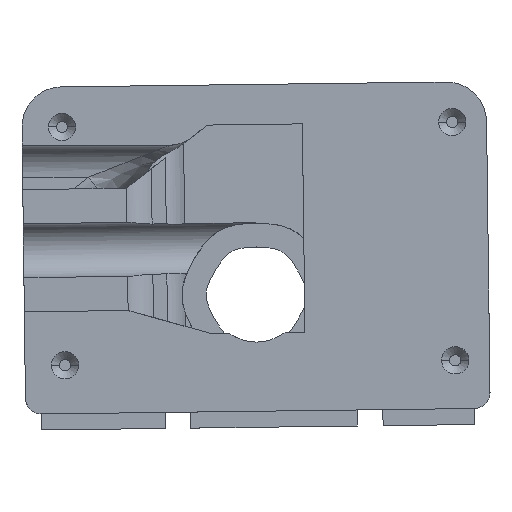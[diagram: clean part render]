
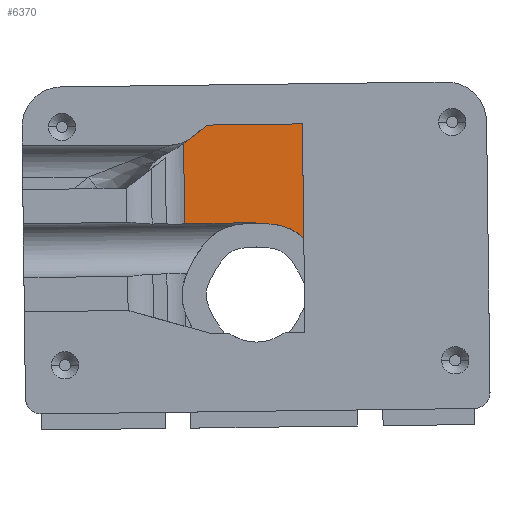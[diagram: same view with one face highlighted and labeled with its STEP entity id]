
A CAD part, front view. The second image highlights one B-rep face of the part: STEP entity #6370.
In plain terms, the highlighted face is planar.
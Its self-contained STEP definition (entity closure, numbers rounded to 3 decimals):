
#41 = CARTESIAN_POINT ( 'NONE',  ( 1.031, 2.513, 12.75 ) ) ;
#236 = CARTESIAN_POINT ( 'NONE',  ( 0.298, 0.506, 12.75 ) ) ;
#446 = EDGE_CURVE ( 'NONE', #3407, #3136, #1010, .T. ) ;
#882 = VECTOR ( 'NONE', #4801, 1000. ) ;
#1010 = B_SPLINE_CURVE_WITH_KNOTS ( 'NONE', 3,
 ( #1823, #4208, #5509, #4323 ),
 .UNSPECIFIED., .F., .F.,
 ( 4, 4 ),
 ( 0.498, 0.5 ),
 .UNSPECIFIED. ) ;
#1070 = ORIENTED_EDGE ( 'NONE', *, *, #2379, .T. ) ;
#1078 = ORIENTED_EDGE ( 'NONE', *, *, #4931, .F. ) ;
#1103 = DIRECTION ( 'NONE',  ( 0.013, -1., 0. ) ) ;
#1249 = VECTOR ( 'NONE', #2036, 1000. ) ;
#1265 = FACE_OUTER_BOUND ( 'NONE', #5639, .T. ) ;
#1536 = EDGE_CURVE ( 'NONE', #3078, #6961, #3154, .T. ) ;
#1674 = CARTESIAN_POINT ( 'NONE',  ( 4.379, 3.689, 12.75 ) ) ;
#1689 = CARTESIAN_POINT ( 'NONE',  ( -2.993, -0.533, 12.75 ) ) ;
#1820 = CARTESIAN_POINT ( 'NONE',  ( -2.116, 8.779, 12.75 ) ) ;
#1823 = CARTESIAN_POINT ( 'NONE',  ( -0.11, 8.658, 12.75 ) ) ;
#2010 = EDGE_CURVE ( 'NONE', #3246, #6146, #7056, .T. ) ;
#2026 = CARTESIAN_POINT ( 'NONE',  ( -2.93, 9.43, 12.75 ) ) ;
#2036 = DIRECTION ( 'NONE',  ( -0.789, -0.615, 0. ) ) ;
#2151 = CARTESIAN_POINT ( 'NONE',  ( -0.167, 8.658, 12.75 ) ) ;
#2340 = CARTESIAN_POINT ( 'NONE',  ( -0.11, 8.658, 12.75 ) ) ;
#2379 = EDGE_CURVE ( 'NONE', #3136, #3246, #2778, .T. ) ;
#2411 = CARTESIAN_POINT ( 'NONE',  ( -0.998, 8.658, 12.75 ) ) ;
#2644 = CARTESIAN_POINT ( 'NONE',  ( -3.122, 9.622, 12.75 ) ) ;
#2778 = B_SPLINE_CURVE_WITH_KNOTS ( 'NONE', 3,
 ( #4312, #2411, #1820, #2026, #2644 ),
 .UNSPECIFIED., .F., .F.,
 ( 4, 1, 4 ),
 ( 0.5, 0.583, 0.612 ),
 .UNSPECIFIED. ) ;
#2847 = CARTESIAN_POINT ( 'NONE',  ( -0.195, 15.398, 12.75 ) ) ;
#3054 = EDGE_CURVE ( 'NONE', #6146, #3921, #5395, .T. ) ;
#3078 = VERTEX_POINT ( 'NONE', #5673 ) ;
#3136 = VERTEX_POINT ( 'NONE', #2151 ) ;
#3154 = LINE ( 'NONE', #3232, #5972 ) ;
#3207 = LINE ( 'NONE', #236, #1249 ) ;
#3232 = CARTESIAN_POINT ( 'NONE',  ( 4.448, -1.742, 12.75 ) ) ;
#3246 = VERTEX_POINT ( 'NONE', #6035 ) ;
#3329 = LINE ( 'NONE', #2847, #6276 ) ;
#3407 = VERTEX_POINT ( 'NONE', #2340 ) ;
#3440 = DIRECTION ( 'NONE',  ( -0.013, 1., 0. ) ) ;
#3618 = PLANE ( 'NONE',  #7151 ) ;
#3733 = DIRECTION ( 'NONE',  ( 0.013, -1., 0. ) ) ;
#3789 = ORIENTED_EDGE ( 'NONE', *, *, #3054, .T. ) ;
#3921 = VERTEX_POINT ( 'NONE', #4379 ) ;
#4208 = CARTESIAN_POINT ( 'NONE',  ( -0.129, 8.658, 12.75 ) ) ;
#4312 = CARTESIAN_POINT ( 'NONE',  ( -0.167, 8.658, 12.75 ) ) ;
#4323 = CARTESIAN_POINT ( 'NONE',  ( -0.167, 8.658, 12.75 ) ) ;
#4352 = CARTESIAN_POINT ( 'NONE',  ( 15.456, 8.828, 12.75 ) ) ;
#4379 = CARTESIAN_POINT ( 'NONE',  ( 2.902, 2.536, 12.75 ) ) ;
#4801 = DIRECTION ( 'NONE',  ( 1., 0.013, 0. ) ) ;
#4931 = EDGE_CURVE ( 'NONE', #6961, #3921, #3207, .T. ) ;
#5025 = LINE ( 'NONE', #4352, #5895 ) ;
#5386 = DIRECTION ( 'NONE',  ( -1., -0.013, 0. ) ) ;
#5395 = LINE ( 'NONE', #41, #882 ) ;
#5509 = CARTESIAN_POINT ( 'NONE',  ( -0.148, 8.658, 12.75 ) ) ;
#5573 = DIRECTION ( 'NONE',  ( -1., -0.013, 0. ) ) ;
#5589 = ORIENTED_EDGE ( 'NONE', *, *, #446, .T. ) ;
#5639 = EDGE_LOOP ( 'NONE', ( #7521, #7509, #7191, #5589, #1070, #6241, #3789, #1078 ) ) ;
#5644 = EDGE_CURVE ( 'NONE', #3078, #7600, #5025, .T. ) ;
#5673 = CARTESIAN_POINT ( 'NONE',  ( 4.316, 8.687, 12.75 ) ) ;
#5844 = EDGE_CURVE ( 'NONE', #7600, #3407, #3329, .T. ) ;
#5847 = VECTOR ( 'NONE', #1103, 1000. ) ;
#5895 = VECTOR ( 'NONE', #5573, 1000. ) ;
#5969 = DIRECTION ( 'NONE',  ( 0., 0., 1. ) ) ;
#5972 = VECTOR ( 'NONE', #3733, 1000. ) ;
#6035 = CARTESIAN_POINT ( 'NONE',  ( -3.122, 9.622, 12.75 ) ) ;
#6146 = VERTEX_POINT ( 'NONE', #6625 ) ;
#6241 = ORIENTED_EDGE ( 'NONE', *, *, #2010, .T. ) ;
#6276 = VECTOR ( 'NONE', #3440, 1000. ) ;
#6370 = ADVANCED_FACE ( 'NONE', ( #1265 ), #3618, .T. ) ;
#6625 = CARTESIAN_POINT ( 'NONE',  ( -3.031, 2.461, 12.75 ) ) ;
#6961 = VERTEX_POINT ( 'NONE', #1674 ) ;
#7056 = LINE ( 'NONE', #1689, #5847 ) ;
#7149 = CARTESIAN_POINT ( 'NONE',  ( 2.705, 15.435, 12.75 ) ) ;
#7151 = AXIS2_PLACEMENT_3D ( 'NONE', #7149, #5969, #5386 ) ;
#7191 = ORIENTED_EDGE ( 'NONE', *, *, #5844, .T. ) ;
#7290 = CARTESIAN_POINT ( 'NONE',  ( -0.109, 8.631, 12.75 ) ) ;
#7509 = ORIENTED_EDGE ( 'NONE', *, *, #5644, .T. ) ;
#7521 = ORIENTED_EDGE ( 'NONE', *, *, #1536, .F. ) ;
#7600 = VERTEX_POINT ( 'NONE', #7290 ) ;
